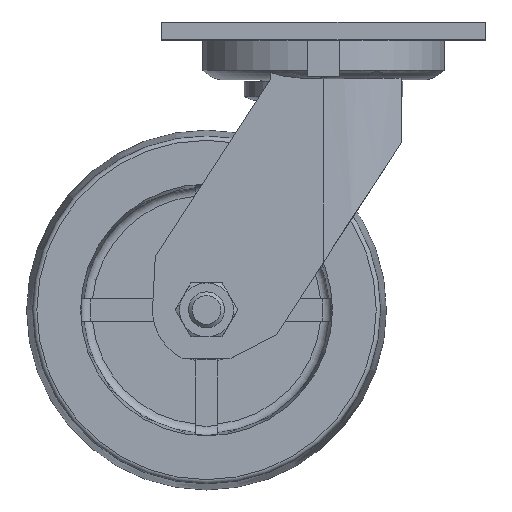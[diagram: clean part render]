
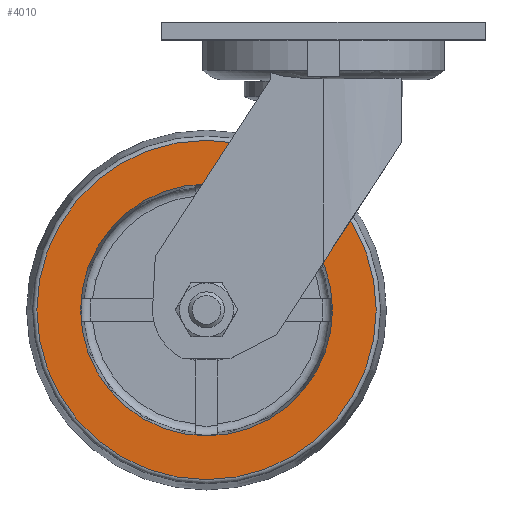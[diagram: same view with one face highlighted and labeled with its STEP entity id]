
A CAD part, top view. The second image highlights one B-rep face of the part: STEP entity #4010.
In plain terms, the highlighted planar face has unit normal (0, 0, 1).
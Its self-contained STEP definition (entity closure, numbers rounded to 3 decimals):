
#282=FACE_BOUND('',#1325,.T.);
#391=PLANE('',#4481);
#1046=FACE_OUTER_BOUND('',#1324,.T.);
#1324=EDGE_LOOP('',(#3552));
#1325=EDGE_LOOP('',(#3553));
#1508=CIRCLE('',#4388,59.881);
#1529=CIRCLE('',#4415,44.45);
#1842=VERTEX_POINT('',#7004);
#1873=VERTEX_POINT('',#7147);
#2369=EDGE_CURVE('',#1842,#1842,#1508,.T.);
#2407=EDGE_CURVE('',#1873,#1873,#1529,.T.);
#3552=ORIENTED_EDGE('',*,*,#2369,.F.);
#3553=ORIENTED_EDGE('',*,*,#2407,.T.);
#4010=ADVANCED_FACE('',(#1046,#282),#391,.T.);
#4388=AXIS2_PLACEMENT_3D('',#7006,#5332,#5333);
#4415=AXIS2_PLACEMENT_3D('',#7149,#5391,#5392);
#4481=AXIS2_PLACEMENT_3D('',#7751,#5541,#5542);
#5332=DIRECTION('center_axis',(0.,0.,-1.));
#5333=DIRECTION('ref_axis',(-1.,0.,0.));
#5391=DIRECTION('center_axis',(0.,0.,-1.));
#5392=DIRECTION('ref_axis',(-1.,0.,0.));
#5541=DIRECTION('center_axis',(0.,0.,1.));
#5542=DIRECTION('ref_axis',(1.,0.,0.));
#7004=CARTESIAN_POINT('',(42.419,-19.05,25.4));
#7006=CARTESIAN_POINT('Origin',(-17.463,-19.05,25.4));
#7147=CARTESIAN_POINT('',(-61.913,-19.05,25.4));
#7149=CARTESIAN_POINT('Origin',(-17.463,-19.05,25.4));
#7751=CARTESIAN_POINT('Origin',(-61.913,-19.05,25.4));
